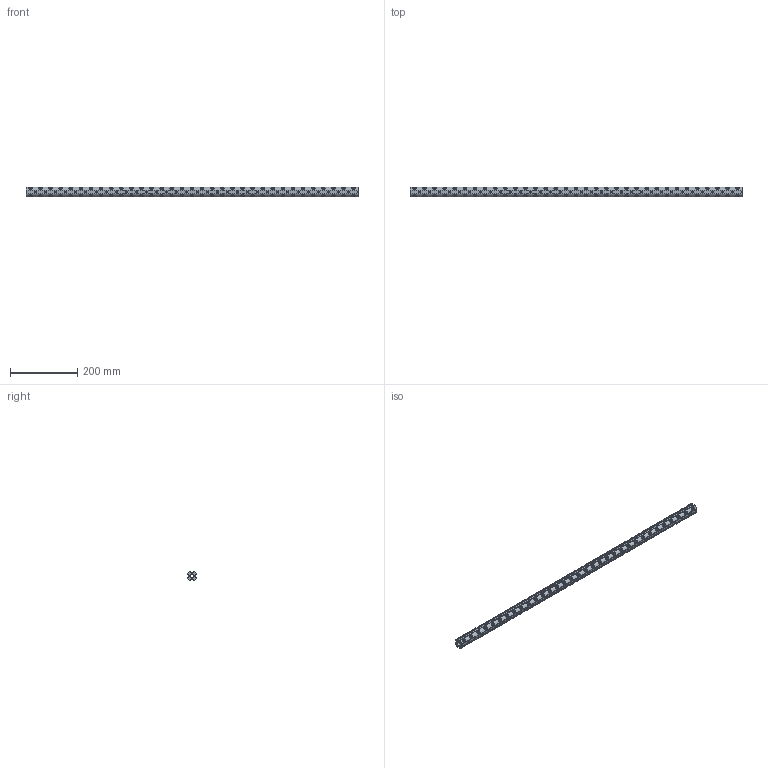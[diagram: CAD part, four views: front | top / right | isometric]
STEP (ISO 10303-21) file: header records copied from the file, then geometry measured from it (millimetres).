
FILE_DESCRIPTION(('CATIA V5 STEP Exchange','CAx-IF Rec.Pracs.--- Model Styling and Organization---1.4--- 2014-01-23','CAx-IF Rec.Pracs.---3D Tessellated Data Validation Properties---0.5---2014-09-14'),'2;1');
FILE_NAME('EGT003_260895.stp','2021-09-10T15:01:38+00:00',('none'),('none'),'CATIA Version 5-6 Release 2019 SP5 HF4','CATIA V5 STEP AP242 v1','none');
FILE_SCHEMA(('AP242_MANAGED_MODEL_BASED_3D_ENGINEERING_MIM_LF {1 0 10303 442 1 1 4}'));
Products named in the file (1): EGT003_260895
Bounding box: 986 x 28 x 28 mm (x, y, z)
Volume: 412004.1 mm3; surface area: 184262 mm2
Topology: 1 solids, 1 shells, 1103 faces, 3626 edges, 2526 vertices
Faces by surface type: cylinder 938, plane 165
Entity records: 47644 total; most frequent: CARTESIAN_POINT 19991, ORIENTED_EDGE 7252, EDGE_CURVE 3626, DIRECTION 3120, VERTEX_POINT 2526, EDGE_LOOP 1626, AXIS2_PLACEMENT_3D 1525, B_SPLINE_CURVE_WITH_KNOTS 1378
